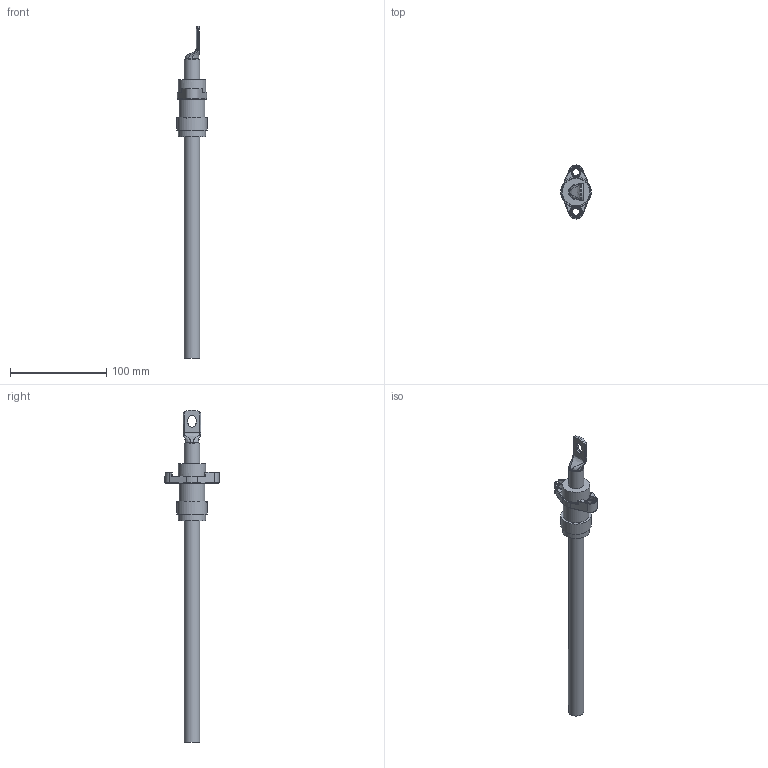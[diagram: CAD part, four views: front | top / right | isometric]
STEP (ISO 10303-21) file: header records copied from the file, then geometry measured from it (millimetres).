
FILE_DESCRIPTION(/* description */ (''),/* implementation_level */ '2;1');
FILE_NAME(/* name */ 'PE327128.stp',/* time_stamp */ '2015-11-19T14:54:50+08:00',/* author */ (''),/* organization */ (''),/* preprocessor_version */ 'ST-DEVELOPER v15',/* originating_system */ 'SIEMENS PLM Software NX 9.0',/* authorisation */ '');
FILE_SCHEMA (('CONFIG_CONTROL_DESIGN'));
Length unit declared in the file: millimetre
Products named in the file (1): PE327128
Bounding box: 31.87 x 56.1 x 344.3 mm (x, y, z)
Volume: 92678.3 mm3; surface area: 24447.6 mm2
Topology: 1 solids, 1 shells, 186 faces, 478 edges, 304 vertices
Faces by surface type: cylinder 69, plane 61, bspline 22, torus 19, cone 15
Full cylindrical faces by diameter (mm): 15.8 x2, 26.5 x1, 28.046 x1, 28.5 x1, 31.866 x1
Entity records: 6658 total; most frequent: CARTESIAN_POINT 2237, DIRECTION 900, ORIENTED_EDGE 894, EDGE_CURVE 447, AXIS2_PLACEMENT_3D 356, VERTEX_POINT 293, EDGE_LOOP 223, LINE 188
